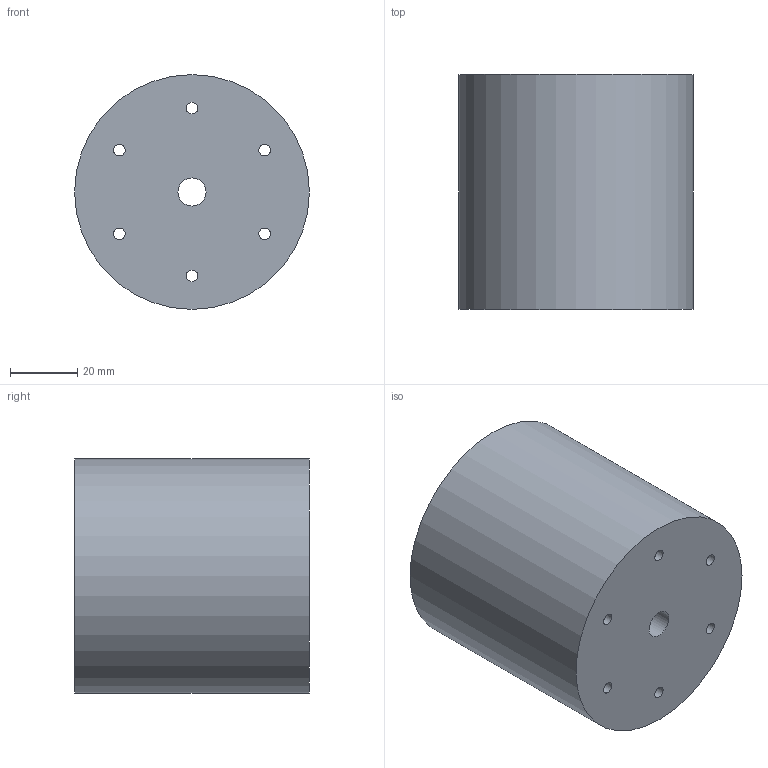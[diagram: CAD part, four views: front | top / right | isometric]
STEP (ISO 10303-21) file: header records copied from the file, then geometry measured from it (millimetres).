
FILE_DESCRIPTION(('STEP AP203'), '1');
FILE_NAME('rt1b95', '', ('UNSPECIFIED'), ('UNSPECIFIED'), 'C3D Converter', 'C3D Toolkit', '');
FILE_SCHEMA(('CONFIG_CONTROL_DESIGN'));
Length unit declared in the file: millimetre
Bounding box: 70 x 70 x 70 mm (x, y, z)
Volume: 50375.9 mm3; surface area: 36600.6 mm2
Topology: 1 solids, 1 shells, 12 faces, 27 edges, 18 vertices
Faces by surface type: cylinder 9, plane 3
Full cylindrical faces by diameter (mm): 3.459 x6, 8.376 x1, 68 x1, 70 x1
Entity records: 463 total; most frequent: DIRECTION 62, CARTESIAN_POINT 49, EDGE_LOOP 36, ORIENTED_EDGE 36, AXIS2_PLACEMENT_3D 31, FACE_BOUND 18, FACE_OUTER_BOUND 18, EDGE_CURVE 18
